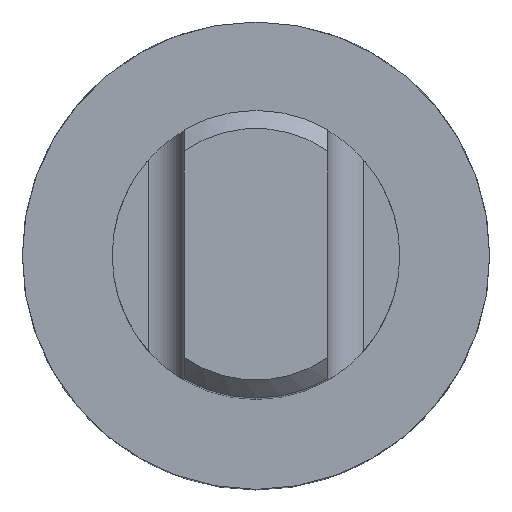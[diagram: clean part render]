
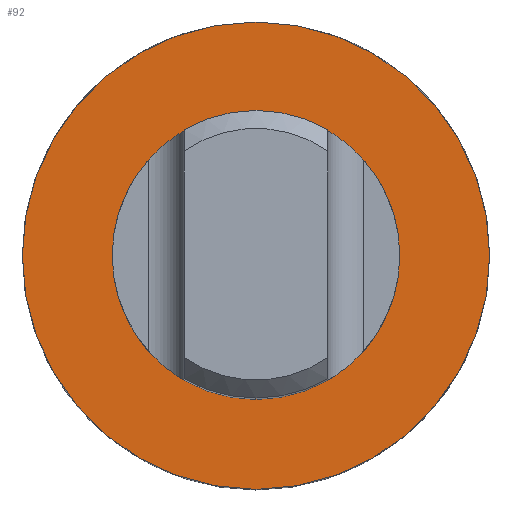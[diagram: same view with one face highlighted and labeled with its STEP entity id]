
A CAD part, top view. The second image highlights one B-rep face of the part: STEP entity #92.
In plain terms, the highlighted planar face has unit normal (0, 0, 1).
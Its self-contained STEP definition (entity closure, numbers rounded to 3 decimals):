
#51=CARTESIAN_POINT('Axis2P3D Location',(0.,0.,23.)) ;
#56=CARTESIAN_POINT('Axis2P3D Location',(0.,0.,23.)) ;
#60=CARTESIAN_POINT('Cartesian Point',(13.,0.,23.)) ;
#62=CARTESIAN_POINT('Cartesian Point',(-13.,0.,23.)) ;
#65=CARTESIAN_POINT('Axis2P3D Location',(0.,0.,23.)) ;
#74=CARTESIAN_POINT('Axis2P3D Location',(0.,0.,23.)) ;
#78=CARTESIAN_POINT('Cartesian Point',(8.,0.,23.)) ;
#80=CARTESIAN_POINT('Cartesian Point',(-8.,0.,23.)) ;
#83=CARTESIAN_POINT('Axis2P3D Location',(0.,0.,23.)) ;
#52=DIRECTION('Axis2P3D Direction',(0.,0.,1.)) ;
#53=DIRECTION('Axis2P3D XDirection',(1.,0.,0.)) ;
#57=DIRECTION('Axis2P3D Direction',(0.,0.,1.)) ;
#66=DIRECTION('Axis2P3D Direction',(0.,0.,1.)) ;
#75=DIRECTION('Axis2P3D Direction',(0.,0.,1.)) ;
#84=DIRECTION('Axis2P3D Direction',(0.,0.,1.)) ;
#54=AXIS2_PLACEMENT_3D('Plane Axis2P3D',#51,#52,#53) ;
#58=AXIS2_PLACEMENT_3D('Circle Axis2P3D',#56,#57,$) ;
#67=AXIS2_PLACEMENT_3D('Circle Axis2P3D',#65,#66,$) ;
#76=AXIS2_PLACEMENT_3D('Circle Axis2P3D',#74,#75,$) ;
#85=AXIS2_PLACEMENT_3D('Circle Axis2P3D',#83,#84,$) ;
#71=ORIENTED_EDGE('Oriented Edge',*,*,#64,.T.) ;
#72=ORIENTED_EDGE('Oriented Edge',*,*,#69,.T.) ;
#89=ORIENTED_EDGE('Oriented Edge',*,*,#82,.F.) ;
#90=ORIENTED_EDGE('Oriented Edge',*,*,#87,.F.) ;
#91=FACE_BOUND('Face Bound',#88,.T.) ;
#92=ADVANCED_FACE('',(#73,#91),#55,.T.) ;
#59=CIRCLE('generated circle',#58,13.) ;
#68=CIRCLE('generated circle',#67,13.) ;
#77=CIRCLE('generated circle',#76,8.) ;
#86=CIRCLE('generated circle',#85,8.) ;
#64=EDGE_CURVE('',#61,#63,#59,.T.) ;
#69=EDGE_CURVE('',#63,#61,#68,.T.) ;
#82=EDGE_CURVE('',#79,#81,#77,.T.) ;
#87=EDGE_CURVE('',#81,#79,#86,.T.) ;
#70=EDGE_LOOP('Oriented Loop',(#71,#72)) ;
#88=EDGE_LOOP('Oriented Loop',(#89,#90)) ;
#73=FACE_OUTER_BOUND('Face Bound',#70,.T.) ;
#55=PLANE('Plane',#54) ;
#61=VERTEX_POINT('Vertex Point',#60) ;
#63=VERTEX_POINT('Vertex Point',#62) ;
#79=VERTEX_POINT('Vertex Point',#78) ;
#81=VERTEX_POINT('Vertex Point',#80) ;
